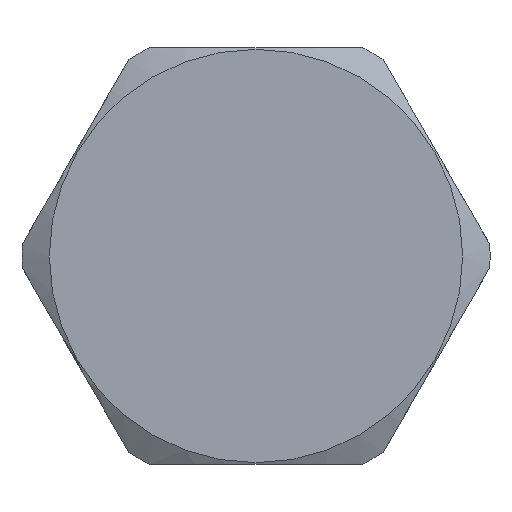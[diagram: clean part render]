
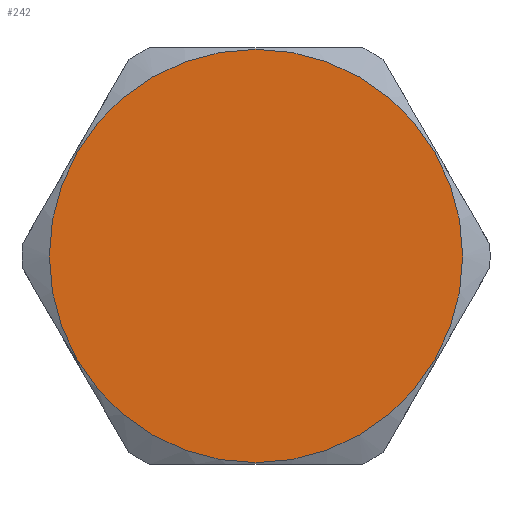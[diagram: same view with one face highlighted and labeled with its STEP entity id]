
A CAD part, left-side view. The second image highlights one B-rep face of the part: STEP entity #242.
In plain terms, the highlighted planar face has unit normal (-1, 0, 0).
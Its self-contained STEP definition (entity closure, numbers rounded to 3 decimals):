
#65 = AXIS2_PLACEMENT_3D ( 'NONE', #6284, #2941, #434 ) ;
#242 = ADVANCED_FACE ( 'NONE', ( #2264 ), #2163, .F. ) ;
#352 = EDGE_LOOP ( 'NONE', ( #4707, #830 ) ) ;
#434 = DIRECTION ( 'NONE',  ( 0., 0., -1. ) ) ;
#830 = ORIENTED_EDGE ( 'NONE', *, *, #2145, .F. ) ;
#950 = DIRECTION ( 'NONE',  ( 0., 0., -1. ) ) ;
#1135 = CIRCLE ( 'NONE', #65, 9.45 ) ;
#1367 = EDGE_CURVE ( 'NONE', #1394, #3137, #1135, .T. ) ;
#1394 = VERTEX_POINT ( 'NONE', #2398 ) ;
#1510 = CIRCLE ( 'NONE', #2369, 9.45 ) ;
#1864 = CARTESIAN_POINT ( 'NONE',  ( -19.489, 6.848, 0. ) ) ;
#2096 = DIRECTION ( 'NONE',  ( 1., 0., 0. ) ) ;
#2145 = EDGE_CURVE ( 'NONE', #3137, #1394, #1510, .T. ) ;
#2163 = PLANE ( 'NONE',  #2855 ) ;
#2264 = FACE_OUTER_BOUND ( 'NONE', #352, .T. ) ;
#2369 = AXIS2_PLACEMENT_3D ( 'NONE', #1864, #2442, #950 ) ;
#2398 = CARTESIAN_POINT ( 'NONE',  ( -19.489, 6.848, -9.45 ) ) ;
#2442 = DIRECTION ( 'NONE',  ( 1., 0., 0. ) ) ;
#2594 = DIRECTION ( 'NONE',  ( 0., 0., -1. ) ) ;
#2855 = AXIS2_PLACEMENT_3D ( 'NONE', #4005, #2096, #2594 ) ;
#2941 = DIRECTION ( 'NONE',  ( 1., 0., 0. ) ) ;
#3137 = VERTEX_POINT ( 'NONE', #5275 ) ;
#4005 = CARTESIAN_POINT ( 'NONE',  ( -19.489, 6.848, 0. ) ) ;
#4707 = ORIENTED_EDGE ( 'NONE', *, *, #1367, .F. ) ;
#5275 = CARTESIAN_POINT ( 'NONE',  ( -19.489, 6.848, 9.45 ) ) ;
#6284 = CARTESIAN_POINT ( 'NONE',  ( -19.489, 6.848, 0. ) ) ;
